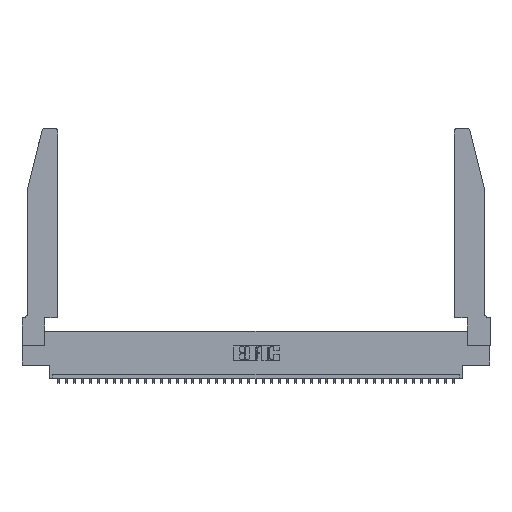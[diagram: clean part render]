
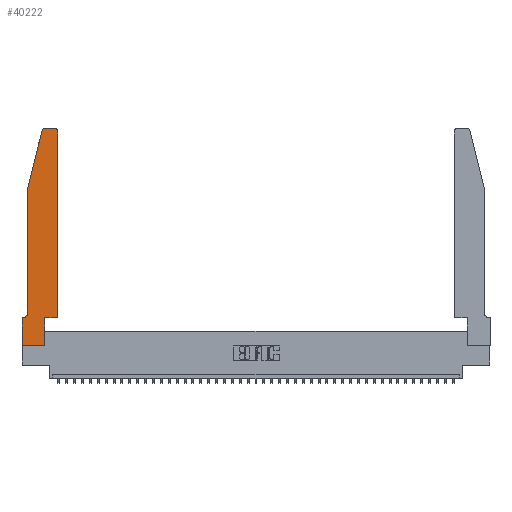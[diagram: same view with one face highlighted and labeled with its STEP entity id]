
A CAD part, top view. The second image highlights one B-rep face of the part: STEP entity #40222.
In plain terms, the highlighted planar face has unit normal (0, 0, 1).
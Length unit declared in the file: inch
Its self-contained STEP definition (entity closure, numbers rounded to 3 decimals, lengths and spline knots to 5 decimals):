
#97 = CIRCLE ( 'NONE', #16089, 0.07 ) ;
#1275 = DIRECTION ( 'NONE',  ( 1., 0., 0. ) ) ;
#1402 = DIRECTION ( 'NONE',  ( 0., 0., 1. ) ) ;
#1666 = CARTESIAN_POINT ( 'NONE',  ( 0.2865, 0.35, 0.37 ) ) ;
#1844 = VECTOR ( 'NONE', #8087, 39.37008 ) ;
#2095 = CARTESIAN_POINT ( 'NONE',  ( 0.2605, 2.75, 0.37 ) ) ;
#2353 = CARTESIAN_POINT ( 'NONE',  ( 0.0755, 0.42, 0.37 ) ) ;
#2574 = CARTESIAN_POINT ( 'NONE',  ( 0., 0., 0.37 ) ) ;
#2740 = ORIENTED_EDGE ( 'NONE', *, *, #29516, .T. ) ;
#3012 = VERTEX_POINT ( 'NONE', #12657 ) ;
#3273 = DIRECTION ( 'NONE',  ( 0., 0., 1. ) ) ;
#3316 = DIRECTION ( 'NONE',  ( -1., 0., 0. ) ) ;
#3447 = VERTEX_POINT ( 'NONE', #2574 ) ;
#3669 = CARTESIAN_POINT ( 'NONE',  ( 0.4505, 2.72, 0.37 ) ) ;
#3752 = CARTESIAN_POINT ( 'NONE',  ( 0.2865, 0., 0.37 ) ) ;
#4309 = AXIS2_PLACEMENT_3D ( 'NONE', #36594, #16812, #23343 ) ;
#5614 = CARTESIAN_POINT ( 'NONE',  ( 0.0755, 2., 0.37 ) ) ;
#5724 = VERTEX_POINT ( 'NONE', #3752 ) ;
#5844 = CARTESIAN_POINT ( 'NONE',  ( 0., 0.35, 0.37 ) ) ;
#6076 = EDGE_CURVE ( 'NONE', #3447, #5724, #19116, .T. ) ;
#6477 = VERTEX_POINT ( 'NONE', #13807 ) ;
#6559 = CIRCLE ( 'NONE', #23663, 0.03 ) ;
#6922 = LINE ( 'NONE', #21749, #32884 ) ;
#8087 = DIRECTION ( 'NONE',  ( 1., 0., 0. ) ) ;
#8197 = VECTOR ( 'NONE', #21750, 39.37008 ) ;
#8244 = VERTEX_POINT ( 'NONE', #2353 ) ;
#8760 = VECTOR ( 'NONE', #21429, 39.37008 ) ;
#8848 = CARTESIAN_POINT ( 'NONE',  ( 0.0055, 0.35, 0.37 ) ) ;
#9348 = LINE ( 'NONE', #38179, #32245 ) ;
#9415 = EDGE_CURVE ( 'NONE', #6477, #31732, #9348, .T. ) ;
#11099 = CARTESIAN_POINT ( 'NONE',  ( 0.4505, 0.35, 0.37 ) ) ;
#11894 = EDGE_LOOP ( 'NONE', ( #29506, #2740, #34405, #29867, #31944, #29779, #27645, #34073, #18280, #36605, #27248, #30461 ) ) ;
#12195 = DIRECTION ( 'NONE',  ( 0., 1., 0. ) ) ;
#12657 = CARTESIAN_POINT ( 'NONE',  ( 0.25487, 2.72718, 0.37 ) ) ;
#12790 = DIRECTION ( 'NONE',  ( -1., 0., 0. ) ) ;
#12885 = CARTESIAN_POINT ( 'NONE',  ( 0.4205, 2.75, 0.37 ) ) ;
#13057 = CARTESIAN_POINT ( 'NONE',  ( 0.0755, 0.35, 0.37 ) ) ;
#13499 = CARTESIAN_POINT ( 'NONE',  ( 0.0055, 0.42, 0.37 ) ) ;
#13521 = PLANE ( 'NONE',  #4309 ) ;
#13807 = CARTESIAN_POINT ( 'NONE',  ( 0.2865, 0.35, 0.37 ) ) ;
#15152 = VERTEX_POINT ( 'NONE', #5614 ) ;
#15815 = LINE ( 'NONE', #18319, #8197 ) ;
#16089 = AXIS2_PLACEMENT_3D ( 'NONE', #13499, #39006, #3316 ) ;
#16704 = LINE ( 'NONE', #2095, #22820 ) ;
#16812 = DIRECTION ( 'NONE',  ( 0., 0., 1. ) ) ;
#18137 = CARTESIAN_POINT ( 'NONE',  ( 0., 0., 0.37 ) ) ;
#18280 = ORIENTED_EDGE ( 'NONE', *, *, #24960, .T. ) ;
#18319 = CARTESIAN_POINT ( 'NONE',  ( 0.0755, 2., 0.37 ) ) ;
#18527 = DIRECTION ( 'NONE',  ( 1., 0., 0. ) ) ;
#19116 = LINE ( 'NONE', #18137, #1844 ) ;
#21429 = DIRECTION ( 'NONE',  ( 0., 1., 0. ) ) ;
#21749 = CARTESIAN_POINT ( 'NONE',  ( 0.4505, 0.35, 0.37 ) ) ;
#21750 = DIRECTION ( 'NONE',  ( 0., -1., 0. ) ) ;
#22211 = LINE ( 'NONE', #13057, #37498 ) ;
#22626 = AXIS2_PLACEMENT_3D ( 'NONE', #32549, #3273, #42171 ) ;
#22820 = VECTOR ( 'NONE', #40930, 39.37008 ) ;
#22942 = VERTEX_POINT ( 'NONE', #39075 ) ;
#23217 = CARTESIAN_POINT ( 'NONE',  ( 0., 0., 0.37 ) ) ;
#23343 = DIRECTION ( 'NONE',  ( 1., 0., 0. ) ) ;
#23663 = AXIS2_PLACEMENT_3D ( 'NONE', #37103, #1402, #1275 ) ;
#24472 = CARTESIAN_POINT ( 'NONE',  ( 0.0755, 2., 0.37 ) ) ;
#24960 = EDGE_CURVE ( 'NONE', #5724, #6477, #39299, .T. ) ;
#25833 = EDGE_CURVE ( 'NONE', #8244, #30984, #97, .T. ) ;
#26166 = EDGE_CURVE ( 'NONE', #15152, #8244, #15815, .T. ) ;
#26215 = EDGE_CURVE ( 'NONE', #33570, #39707, #29017, .T. ) ;
#27079 = EDGE_CURVE ( 'NONE', #3012, #15152, #34754, .T. ) ;
#27248 = ORIENTED_EDGE ( 'NONE', *, *, #33319, .T. ) ;
#27645 = ORIENTED_EDGE ( 'NONE', *, *, #30569, .T. ) ;
#29017 = CIRCLE ( 'NONE', #22626, 0.03 ) ;
#29506 = ORIENTED_EDGE ( 'NONE', *, *, #41588, .T. ) ;
#29516 = EDGE_CURVE ( 'NONE', #22942, #3012, #6559, .T. ) ;
#29779 = ORIENTED_EDGE ( 'NONE', *, *, #31159, .T. ) ;
#29867 = ORIENTED_EDGE ( 'NONE', *, *, #26166, .T. ) ;
#30143 = VECTOR ( 'NONE', #34173, 39.37008 ) ;
#30461 = ORIENTED_EDGE ( 'NONE', *, *, #26215, .T. ) ;
#30569 = EDGE_CURVE ( 'NONE', #34998, #3447, #36508, .T. ) ;
#30984 = VERTEX_POINT ( 'NONE', #8848 ) ;
#31159 = EDGE_CURVE ( 'NONE', #30984, #34998, #22211, .T. ) ;
#31732 = VERTEX_POINT ( 'NONE', #11099 ) ;
#31944 = ORIENTED_EDGE ( 'NONE', *, *, #25833, .T. ) ;
#32245 = VECTOR ( 'NONE', #18527, 39.37008 ) ;
#32549 = CARTESIAN_POINT ( 'NONE',  ( 0.4205, 2.72, 0.37 ) ) ;
#32884 = VECTOR ( 'NONE', #12195, 39.37008 ) ;
#33121 = FACE_OUTER_BOUND ( 'NONE', #11894, .T. ) ;
#33319 = EDGE_CURVE ( 'NONE', #31732, #33570, #6922, .T. ) ;
#33570 = VERTEX_POINT ( 'NONE', #3669 ) ;
#34073 = ORIENTED_EDGE ( 'NONE', *, *, #6076, .T. ) ;
#34173 = DIRECTION ( 'NONE',  ( -0.239, -0.971, 0. ) ) ;
#34405 = ORIENTED_EDGE ( 'NONE', *, *, #27079, .T. ) ;
#34754 = LINE ( 'NONE', #24472, #30143 ) ;
#34998 = VERTEX_POINT ( 'NONE', #5844 ) ;
#36508 = LINE ( 'NONE', #23217, #41097 ) ;
#36594 = CARTESIAN_POINT ( 'NONE',  ( 0., 0.35, 0.37 ) ) ;
#36605 = ORIENTED_EDGE ( 'NONE', *, *, #9415, .T. ) ;
#37103 = CARTESIAN_POINT ( 'NONE',  ( 0.284, 2.72, 0.37 ) ) ;
#37498 = VECTOR ( 'NONE', #12790, 39.37008 ) ;
#38179 = CARTESIAN_POINT ( 'NONE',  ( 0.4505, 0.35, 0.37 ) ) ;
#39006 = DIRECTION ( 'NONE',  ( 0., 0., -1. ) ) ;
#39034 = DIRECTION ( 'NONE',  ( 0., -1., 0. ) ) ;
#39075 = CARTESIAN_POINT ( 'NONE',  ( 0.284, 2.75, 0.37 ) ) ;
#39299 = LINE ( 'NONE', #1666, #8760 ) ;
#39707 = VERTEX_POINT ( 'NONE', #12885 ) ;
#40222 = ADVANCED_FACE ( 'NONE', ( #33121 ), #13521, .T. ) ;
#40930 = DIRECTION ( 'NONE',  ( -1., 0., 0. ) ) ;
#41097 = VECTOR ( 'NONE', #39034, 39.37008 ) ;
#41588 = EDGE_CURVE ( 'NONE', #39707, #22942, #16704, .T. ) ;
#42171 = DIRECTION ( 'NONE',  ( 1., 0., 0. ) ) ;
